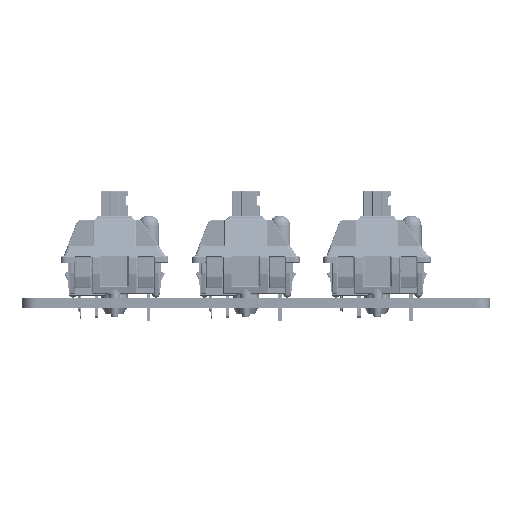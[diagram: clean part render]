
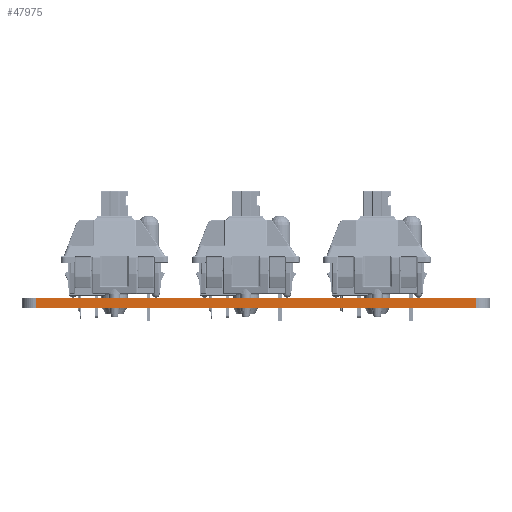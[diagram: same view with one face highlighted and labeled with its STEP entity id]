
A CAD part, left-side view. The second image highlights one B-rep face of the part: STEP entity #47975.
In plain terms, the highlighted planar face has unit normal (-1, 0, 0).
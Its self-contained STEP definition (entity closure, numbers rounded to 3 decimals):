
#45908 = VERTEX_POINT('',#45909);
#45909 = CARTESIAN_POINT('',(114.216,-66.69,0.));
#45916 = EDGE_CURVE('',#45917,#45908,#45919,.T.);
#45917 = VERTEX_POINT('',#45918);
#45918 = CARTESIAN_POINT('',(114.216,-130.59,0.));
#45919 = LINE('',#45920,#45921);
#45920 = CARTESIAN_POINT('',(114.216,-130.59,0.));
#45921 = VECTOR('',#45922,1.);
#45922 = DIRECTION('',(0.,1.,0.));
#46928 = VERTEX_POINT('',#46929);
#46929 = CARTESIAN_POINT('',(114.216,-66.69,1.51));
#46936 = EDGE_CURVE('',#46937,#46928,#46939,.T.);
#46937 = VERTEX_POINT('',#46938);
#46938 = CARTESIAN_POINT('',(114.216,-130.59,1.51));
#46939 = LINE('',#46940,#46941);
#46940 = CARTESIAN_POINT('',(114.216,-130.59,1.51));
#46941 = VECTOR('',#46942,1.);
#46942 = DIRECTION('',(0.,1.,0.));
#47945 = EDGE_CURVE('',#45908,#46928,#47946,.T.);
#47946 = LINE('',#47947,#47948);
#47947 = CARTESIAN_POINT('',(114.216,-66.69,0.));
#47948 = VECTOR('',#47949,1.);
#47949 = DIRECTION('',(0.,0.,1.));
#47975 = ADVANCED_FACE('',(#47976),#47987,.T.);
#47976 = FACE_BOUND('',#47977,.T.);
#47977 = EDGE_LOOP('',(#47978,#47984,#47985,#47986));
#47978 = ORIENTED_EDGE('',*,*,#47979,.T.);
#47979 = EDGE_CURVE('',#45917,#46937,#47980,.T.);
#47980 = LINE('',#47981,#47982);
#47981 = CARTESIAN_POINT('',(114.216,-130.59,0.));
#47982 = VECTOR('',#47983,1.);
#47983 = DIRECTION('',(0.,0.,1.));
#47984 = ORIENTED_EDGE('',*,*,#46936,.T.);
#47985 = ORIENTED_EDGE('',*,*,#47945,.F.);
#47986 = ORIENTED_EDGE('',*,*,#45916,.F.);
#47987 = PLANE('',#47988);
#47988 = AXIS2_PLACEMENT_3D('',#47989,#47990,#47991);
#47989 = CARTESIAN_POINT('',(114.216,-130.59,0.));
#47990 = DIRECTION('',(-1.,0.,0.));
#47991 = DIRECTION('',(0.,1.,0.));
